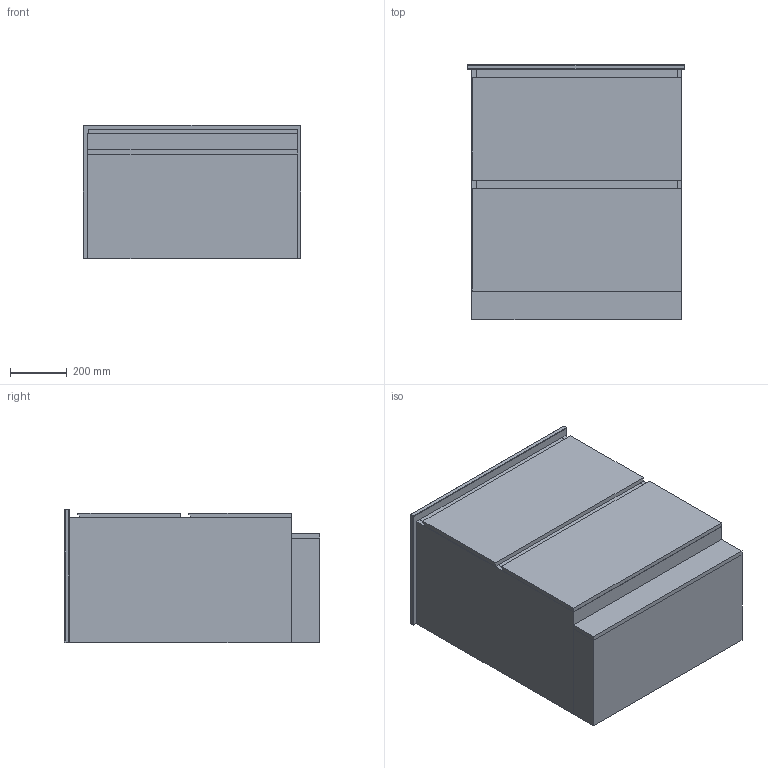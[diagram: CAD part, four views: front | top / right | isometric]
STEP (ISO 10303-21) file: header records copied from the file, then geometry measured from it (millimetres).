
FILE_DESCRIPTION (( 'STEP AP214' ), '1' );
FILE_NAME ('750C.STEP', '2022-07-25T04:45:05', ( '' ), ( '' ), 'SwSTEP 2.0', 'SolidWorks 2021', '' );
FILE_SCHEMA (( 'AUTOMOTIVE_DESIGN' ));
Length unit declared in the file: millimetre
Products named in the file (6): Spirit 750 Ceramic; 750C; Spirit Overflow Ring; Spirit Ceramic ALL; Domaine All Drawer 750 WK
Assembly tree (5 placements, depth 4):
  750C
    Domaine All Drawer 750 WK
    Spirit Ceramic ALL
      Spirit 750 Ceramic
        Spirit 750 Ceramic
        Spirit Overflow Ring
Bounding box: 765 x 898.1 x 470 mm (x, y, z)
Volume: 77789519.5 mm3; surface area: 7314161.8 mm2
Topology: 8 solids, 8 shells, 213 faces, 485 edges, 272 vertices
Faces by surface type: plane 89, cylinder 72, torus 26, sphere 16, bspline 8, cone 2
Entity records: 6568 total; most frequent: CARTESIAN_POINT 1560, DIRECTION 1045, ORIENTED_EDGE 930, EDGE_CURVE 465, AXIS2_PLACEMENT_3D 391, VERTEX_POINT 272, LINE 263, VECTOR 263
